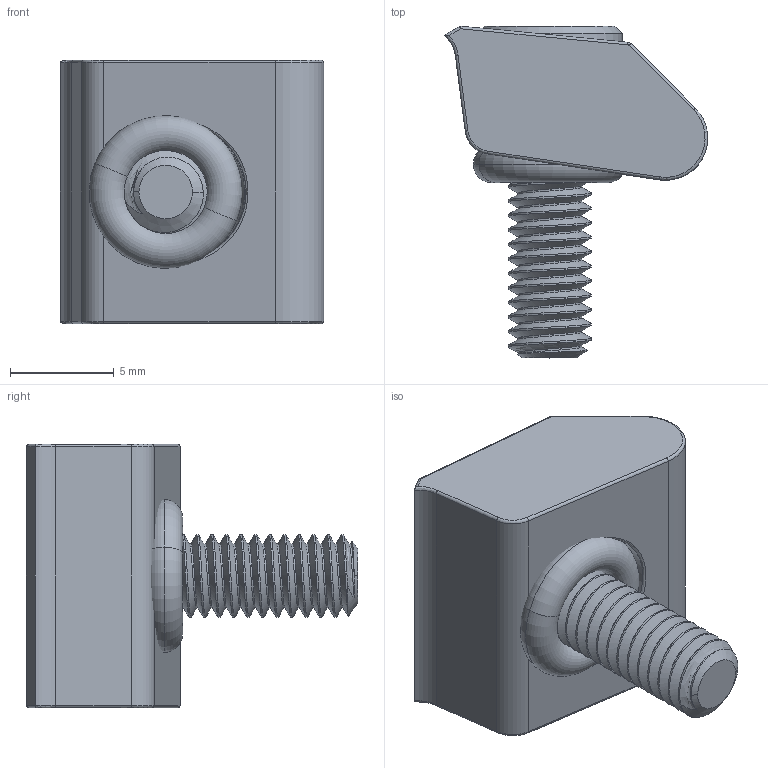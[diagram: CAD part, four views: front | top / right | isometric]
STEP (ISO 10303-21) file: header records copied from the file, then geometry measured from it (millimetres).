
FILE_DESCRIPTION (( 'STEP AP203' ), '1' );
FILE_NAME ('56020.STEP', '2016-06-23T16:18:07', ( 'tkrafton' ), ( 'Microsoft' ), 'SwSTEP 2.0', 'SolidWorks 2016', '' );
FILE_SCHEMA (( 'CONFIG_CONTROL_DESIGN' ));
Length unit declared in the file: millimetre
Products named in the file (4): M412MM SHCS_M412MM SHCS; 56020; 260201_260301; 007 O-RING_007 O-RING
Assembly tree (3 placements, depth 2):
  56020
    260201_260301
    007 O-RING_007 O-RING
    M412MM SHCS_M412MM SHCS
Bounding box: 12.7 x 16 x 12.7 mm (x, y, z)
Volume: 901.8 mm3; surface area: 1141.1 mm2
Topology: 3 solids, 3 shells, 178 faces, 449 edges, 275 vertices
Faces by surface type: cylinder 98, bspline 25, plane 22, torus 18, cone 13, sphere 2
Entity records: 9494 total; most frequent: CARTESIAN_POINT 5405, ORIENTED_EDGE 890, DIRECTION 681, EDGE_CURVE 445, VERTEX_POINT 273, AXIS2_PLACEMENT_3D 272, EDGE_LOOP 182, ADVANCED_FACE 178
